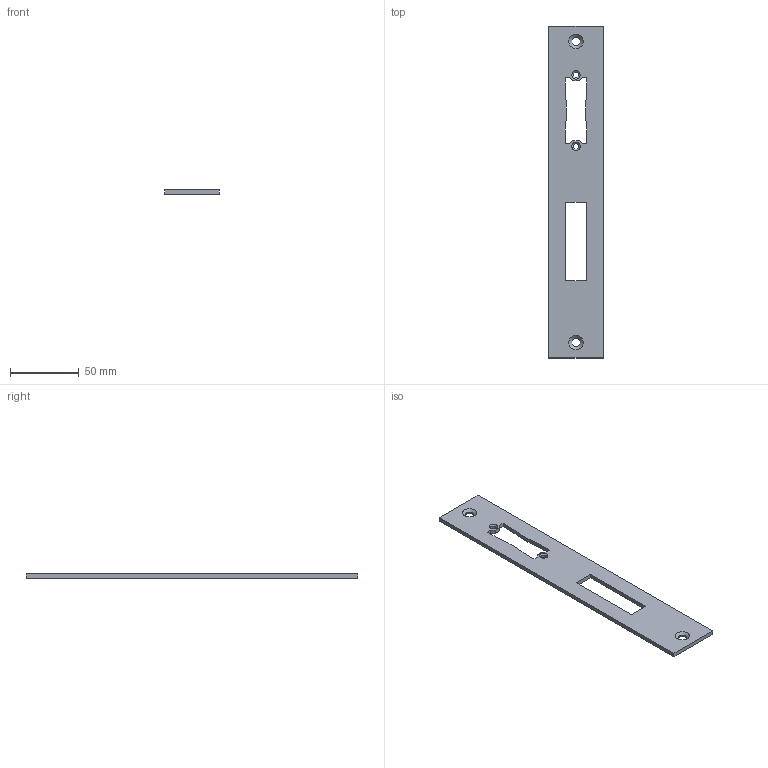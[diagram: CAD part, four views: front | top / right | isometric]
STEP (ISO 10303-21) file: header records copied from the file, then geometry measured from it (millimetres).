
FILE_DESCRIPTION (( 'STEP AP203' ), '1' );
FILE_NAME ('59191-240.step', '2020-02-04T14:23:56', ( '' ), ( '' ), 'SwSTEP 2.0', 'SolidWorks 2015', '' );
FILE_SCHEMA (( 'CONFIG_CONTROL_DESIGN' ));
Length unit declared in the file: millimetre
Products named in the file (2): 59191-240
Bounding box: 40 x 242 x 3 mm (x, y, z)
Volume: 23996.4 mm3; surface area: 18750.8 mm2
Topology: 1 solids, 1 shells, 248 faces, 666 edges, 444 vertices
Faces by surface type: plane 149, bspline 89, cylinder 6, cone 4
Full cylindrical faces by diameter (mm): 4.2 x2, 6.5 x2
Entity records: 12559 total; most frequent: CARTESIAN_POINT 6817, ORIENTED_EDGE 1308, DIRECTION 814, EDGE_CURVE 654, LINE 460, VECTOR 460, VERTEX_POINT 440, EDGE_LOOP 292
